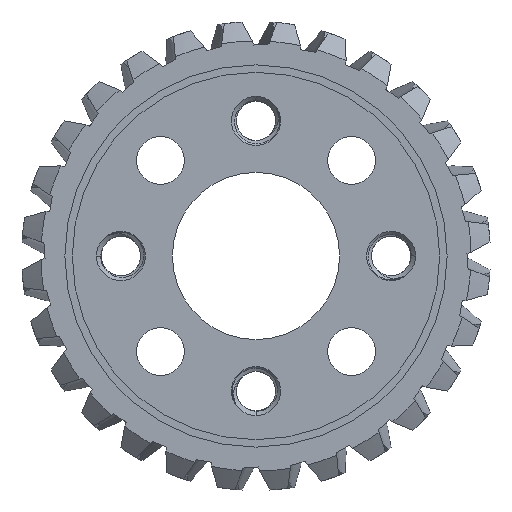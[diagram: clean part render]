
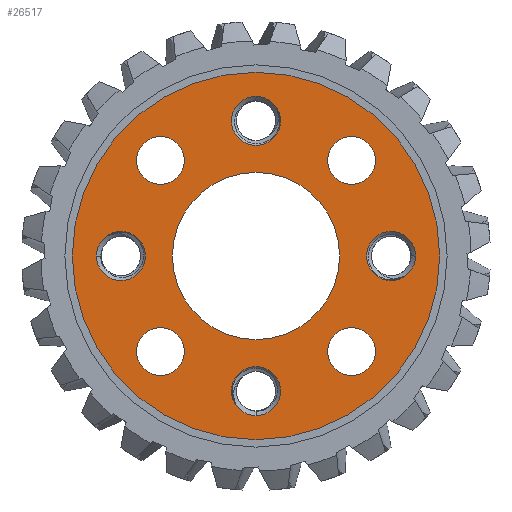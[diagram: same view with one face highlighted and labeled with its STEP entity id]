
A CAD part, left-side view. The second image highlights one B-rep face of the part: STEP entity #26517.
In plain terms, the highlighted planar face has unit normal (-1, 0, 0).
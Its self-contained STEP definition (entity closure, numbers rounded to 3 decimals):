
#1622 = VERTEX_POINT('',#1623);
#1623 = CARTESIAN_POINT('',(0.5,0.,9.264));
#1629 = EDGE_CURVE('',#1630,#1622,#1632,.T.);
#1630 = VERTEX_POINT('',#1631);
#1631 = CARTESIAN_POINT('',(0.5,0.,13.364));
#1632 = CIRCLE('',#1633,2.05);
#1633 = AXIS2_PLACEMENT_3D('',#1634,#1635,#1636);
#1634 = CARTESIAN_POINT('',(0.5,0.,11.314));
#1635 = DIRECTION('',(-1.,0.,0.));
#1636 = DIRECTION('',(0.,0.,-1.));
#1690 = VERTEX_POINT('',#1691);
#1691 = CARTESIAN_POINT('',(0.5,-9.264,0.));
#1697 = EDGE_CURVE('',#1698,#1690,#1700,.T.);
#1698 = VERTEX_POINT('',#1699);
#1699 = CARTESIAN_POINT('',(0.5,-13.364,0.));
#1700 = CIRCLE('',#1701,2.05);
#1701 = AXIS2_PLACEMENT_3D('',#1702,#1703,#1704);
#1702 = CARTESIAN_POINT('',(0.5,-11.314,0.));
#1703 = DIRECTION('',(-1.,0.,0.));
#1704 = DIRECTION('',(0.,1.,0.));
#1758 = VERTEX_POINT('',#1759);
#1759 = CARTESIAN_POINT('',(0.5,9.264,0.));
#1765 = EDGE_CURVE('',#1766,#1758,#1768,.T.);
#1766 = VERTEX_POINT('',#1767);
#1767 = CARTESIAN_POINT('',(0.5,13.364,0.));
#1768 = CIRCLE('',#1769,2.05);
#1769 = AXIS2_PLACEMENT_3D('',#1770,#1771,#1772);
#1770 = CARTESIAN_POINT('',(0.5,11.314,0.));
#1771 = DIRECTION('',(-1.,-0.,0.));
#1772 = DIRECTION('',(0.,-1.,0.));
#1826 = VERTEX_POINT('',#1827);
#1827 = CARTESIAN_POINT('',(0.5,0.,-9.264));
#1833 = EDGE_CURVE('',#1834,#1826,#1836,.T.);
#1834 = VERTEX_POINT('',#1835);
#1835 = CARTESIAN_POINT('',(0.5,0.,-13.364));
#1836 = CIRCLE('',#1837,2.05);
#1837 = AXIS2_PLACEMENT_3D('',#1838,#1839,#1840);
#1838 = CARTESIAN_POINT('',(0.5,0.,-11.314));
#1839 = DIRECTION('',(-1.,0.,0.));
#1840 = DIRECTION('',(0.,0.,1.));
#1892 = VERTEX_POINT('',#1893);
#1893 = CARTESIAN_POINT('',(0.5,0.,15.375));
#1911 = VERTEX_POINT('',#1912);
#1912 = CARTESIAN_POINT('',(0.5,0.,-15.375));
#1918 = EDGE_CURVE('',#1911,#1892,#1919,.T.);
#1919 = CIRCLE('',#1920,15.375);
#1920 = AXIS2_PLACEMENT_3D('',#1921,#1922,#1923);
#1921 = CARTESIAN_POINT('',(0.5,0.,0.));
#1922 = DIRECTION('',(-1.,0.,0.));
#1923 = DIRECTION('',(0.,0.,1.));
#10418 = VERTEX_POINT('',#10419);
#10419 = CARTESIAN_POINT('',(0.5,0.,-7.));
#10437 = VERTEX_POINT('',#10438);
#10438 = CARTESIAN_POINT('',(0.5,0.,7.));
#10444 = EDGE_CURVE('',#10437,#10418,#10445,.T.);
#10445 = CIRCLE('',#10446,7.);
#10446 = AXIS2_PLACEMENT_3D('',#10447,#10448,#10449);
#10447 = CARTESIAN_POINT('',(0.5,0.,0.)
  );
#10448 = DIRECTION('',(1.,0.,-0.));
#10449 = DIRECTION('',(0.,0.,1.));
#10460 = VERTEX_POINT('',#10461);
#10461 = CARTESIAN_POINT('',(0.5,8.,6.));
#10479 = VERTEX_POINT('',#10480);
#10480 = CARTESIAN_POINT('',(0.5,8.,10.));
#10486 = EDGE_CURVE('',#10479,#10460,#10487,.T.);
#10487 = CIRCLE('',#10488,2.);
#10488 = AXIS2_PLACEMENT_3D('',#10489,#10490,#10491);
#10489 = CARTESIAN_POINT('',(0.5,8.,8.));
#10490 = DIRECTION('',(1.,0.,-0.));
#10491 = DIRECTION('',(0.,0.,1.));
#10502 = VERTEX_POINT('',#10503);
#10503 = CARTESIAN_POINT('',(0.5,8.,-10.));
#10521 = VERTEX_POINT('',#10522);
#10522 = CARTESIAN_POINT('',(0.5,8.,-6.));
#10528 = EDGE_CURVE('',#10521,#10502,#10529,.T.);
#10529 = CIRCLE('',#10530,2.);
#10530 = AXIS2_PLACEMENT_3D('',#10531,#10532,#10533);
#10531 = CARTESIAN_POINT('',(0.5,8.,-8.));
#10532 = DIRECTION('',(1.,0.,-0.));
#10533 = DIRECTION('',(0.,0.,1.));
#10544 = VERTEX_POINT('',#10545);
#10545 = CARTESIAN_POINT('',(0.5,-8.,6.));
#10563 = VERTEX_POINT('',#10564);
#10564 = CARTESIAN_POINT('',(0.5,-8.,10.));
#10570 = EDGE_CURVE('',#10563,#10544,#10571,.T.);
#10571 = CIRCLE('',#10572,2.);
#10572 = AXIS2_PLACEMENT_3D('',#10573,#10574,#10575);
#10573 = CARTESIAN_POINT('',(0.5,-8.,8.));
#10574 = DIRECTION('',(1.,0.,-0.));
#10575 = DIRECTION('',(0.,0.,1.));
#10586 = VERTEX_POINT('',#10587);
#10587 = CARTESIAN_POINT('',(0.5,-8.,-10.));
#10605 = VERTEX_POINT('',#10606);
#10606 = CARTESIAN_POINT('',(0.5,-8.,-6.));
#10612 = EDGE_CURVE('',#10605,#10586,#10613,.T.);
#10613 = CIRCLE('',#10614,2.);
#10614 = AXIS2_PLACEMENT_3D('',#10615,#10616,#10617);
#10615 = CARTESIAN_POINT('',(0.5,-8.,-8.));
#10616 = DIRECTION('',(1.,0.,-0.));
#10617 = DIRECTION('',(0.,0.,1.));
#10635 = EDGE_CURVE('',#10586,#10605,#10636,.T.);
#10636 = CIRCLE('',#10637,2.);
#10637 = AXIS2_PLACEMENT_3D('',#10638,#10639,#10640);
#10638 = CARTESIAN_POINT('',(0.5,-8.,-8.));
#10639 = DIRECTION('',(1.,0.,-0.));
#10640 = DIRECTION('',(0.,0.,1.));
#10659 = EDGE_CURVE('',#10544,#10563,#10660,.T.);
#10660 = CIRCLE('',#10661,2.);
#10661 = AXIS2_PLACEMENT_3D('',#10662,#10663,#10664);
#10662 = CARTESIAN_POINT('',(0.5,-8.,8.));
#10663 = DIRECTION('',(1.,0.,-0.));
#10664 = DIRECTION('',(0.,0.,1.));
#10683 = EDGE_CURVE('',#10502,#10521,#10684,.T.);
#10684 = CIRCLE('',#10685,2.);
#10685 = AXIS2_PLACEMENT_3D('',#10686,#10687,#10688);
#10686 = CARTESIAN_POINT('',(0.5,8.,-8.));
#10687 = DIRECTION('',(1.,0.,-0.));
#10688 = DIRECTION('',(0.,0.,1.));
#10707 = EDGE_CURVE('',#10460,#10479,#10708,.T.);
#10708 = CIRCLE('',#10709,2.);
#10709 = AXIS2_PLACEMENT_3D('',#10710,#10711,#10712);
#10710 = CARTESIAN_POINT('',(0.5,8.,8.));
#10711 = DIRECTION('',(1.,0.,-0.));
#10712 = DIRECTION('',(0.,0.,1.));
#10731 = EDGE_CURVE('',#10418,#10437,#10732,.T.);
#10732 = CIRCLE('',#10733,7.);
#10733 = AXIS2_PLACEMENT_3D('',#10734,#10735,#10736);
#10734 = CARTESIAN_POINT('',(0.5,0.,0.)
  );
#10735 = DIRECTION('',(1.,0.,-0.));
#10736 = DIRECTION('',(0.,0.,1.));
#26517 = ADVANCED_FACE('',(#26518,#26528,#26538,#26548,#26558,#26568,
    #26572,#26576,#26580,#26584),#26588,.T.);
#26518 = FACE_BOUND('',#26519,.T.);
#26519 = EDGE_LOOP('',(#26520,#26527));
#26520 = ORIENTED_EDGE('',*,*,#26521,.F.);
#26521 = EDGE_CURVE('',#1622,#1630,#26522,.T.);
#26522 = CIRCLE('',#26523,2.05);
#26523 = AXIS2_PLACEMENT_3D('',#26524,#26525,#26526);
#26524 = CARTESIAN_POINT('',(0.5,0.,11.314));
#26525 = DIRECTION('',(-1.,0.,0.));
#26526 = DIRECTION('',(0.,0.,-1.));
#26527 = ORIENTED_EDGE('',*,*,#1629,.F.);
#26528 = FACE_BOUND('',#26529,.T.);
#26529 = EDGE_LOOP('',(#26530,#26537));
#26530 = ORIENTED_EDGE('',*,*,#26531,.F.);
#26531 = EDGE_CURVE('',#1690,#1698,#26532,.T.);
#26532 = CIRCLE('',#26533,2.05);
#26533 = AXIS2_PLACEMENT_3D('',#26534,#26535,#26536);
#26534 = CARTESIAN_POINT('',(0.5,-11.314,0.));
#26535 = DIRECTION('',(-1.,0.,0.));
#26536 = DIRECTION('',(0.,1.,0.));
#26537 = ORIENTED_EDGE('',*,*,#1697,.F.);
#26538 = FACE_BOUND('',#26539,.T.);
#26539 = EDGE_LOOP('',(#26540,#26547));
#26540 = ORIENTED_EDGE('',*,*,#26541,.F.);
#26541 = EDGE_CURVE('',#1758,#1766,#26542,.T.);
#26542 = CIRCLE('',#26543,2.05);
#26543 = AXIS2_PLACEMENT_3D('',#26544,#26545,#26546);
#26544 = CARTESIAN_POINT('',(0.5,11.314,0.));
#26545 = DIRECTION('',(-1.,-0.,0.));
#26546 = DIRECTION('',(0.,-1.,0.));
#26547 = ORIENTED_EDGE('',*,*,#1765,.F.);
#26548 = FACE_BOUND('',#26549,.T.);
#26549 = EDGE_LOOP('',(#26550,#26557));
#26550 = ORIENTED_EDGE('',*,*,#26551,.F.);
#26551 = EDGE_CURVE('',#1826,#1834,#26552,.T.);
#26552 = CIRCLE('',#26553,2.05);
#26553 = AXIS2_PLACEMENT_3D('',#26554,#26555,#26556);
#26554 = CARTESIAN_POINT('',(0.5,0.,-11.314));
#26555 = DIRECTION('',(-1.,0.,0.));
#26556 = DIRECTION('',(0.,0.,1.));
#26557 = ORIENTED_EDGE('',*,*,#1833,.F.);
#26558 = FACE_BOUND('',#26559,.T.);
#26559 = EDGE_LOOP('',(#26560,#26567));
#26560 = ORIENTED_EDGE('',*,*,#26561,.T.);
#26561 = EDGE_CURVE('',#1892,#1911,#26562,.T.);
#26562 = CIRCLE('',#26563,15.375);
#26563 = AXIS2_PLACEMENT_3D('',#26564,#26565,#26566);
#26564 = CARTESIAN_POINT('',(0.5,0.,0.));
#26565 = DIRECTION('',(-1.,0.,0.));
#26566 = DIRECTION('',(0.,0.,1.));
#26567 = ORIENTED_EDGE('',*,*,#1918,.T.);
#26568 = FACE_BOUND('',#26569,.T.);
#26569 = EDGE_LOOP('',(#26570,#26571));
#26570 = ORIENTED_EDGE('',*,*,#10731,.T.);
#26571 = ORIENTED_EDGE('',*,*,#10444,.T.);
#26572 = FACE_BOUND('',#26573,.T.);
#26573 = EDGE_LOOP('',(#26574,#26575));
#26574 = ORIENTED_EDGE('',*,*,#10707,.T.);
#26575 = ORIENTED_EDGE('',*,*,#10486,.T.);
#26576 = FACE_BOUND('',#26577,.T.);
#26577 = EDGE_LOOP('',(#26578,#26579));
#26578 = ORIENTED_EDGE('',*,*,#10683,.T.);
#26579 = ORIENTED_EDGE('',*,*,#10528,.T.);
#26580 = FACE_BOUND('',#26581,.T.);
#26581 = EDGE_LOOP('',(#26582,#26583));
#26582 = ORIENTED_EDGE('',*,*,#10659,.T.);
#26583 = ORIENTED_EDGE('',*,*,#10570,.T.);
#26584 = FACE_BOUND('',#26585,.T.);
#26585 = EDGE_LOOP('',(#26586,#26587));
#26586 = ORIENTED_EDGE('',*,*,#10635,.T.);
#26587 = ORIENTED_EDGE('',*,*,#10612,.T.);
#26588 = PLANE('',#26589);
#26589 = AXIS2_PLACEMENT_3D('',#26590,#26591,#26592);
#26590 = CARTESIAN_POINT('',(0.5,0.,0.));
#26591 = DIRECTION('',(-1.,0.,0.));
#26592 = DIRECTION('',(0.,0.,1.));
